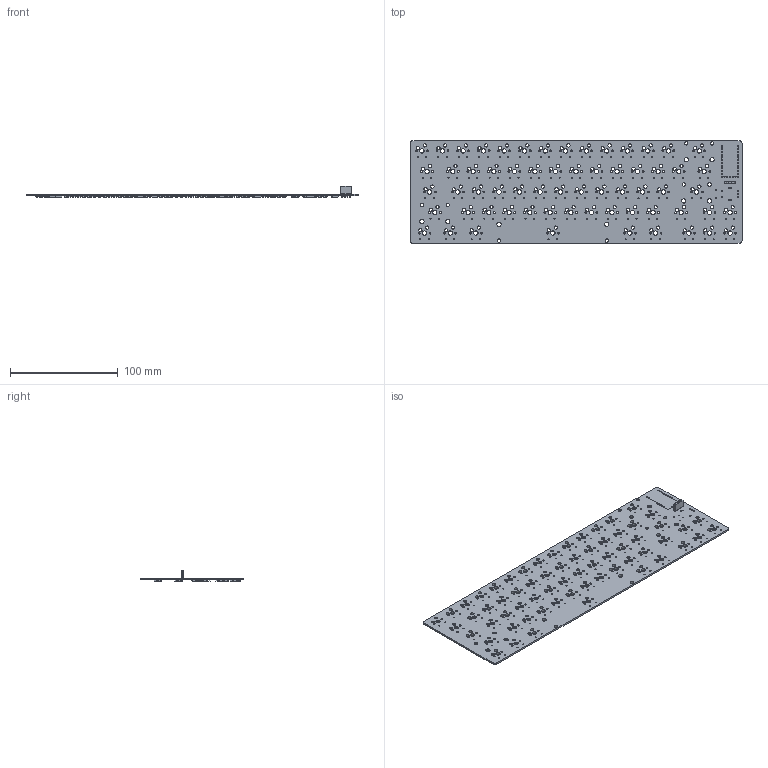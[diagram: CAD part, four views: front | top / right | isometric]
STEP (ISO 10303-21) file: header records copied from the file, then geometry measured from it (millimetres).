
FILE_DESCRIPTION(('KiCad electronic assembly'),'2;1');
FILE_NAME('kintsugi.step','2021-10-31T08:57:12',('An Author'),( 'A Company'),'Open CASCADE STEP processor 6.9', 'KiCad to STEP converter','Unknown');
FILE_SCHEMA(('AUTOMOTIVE_DESIGN { 1 0 10303 214 1 1 1 1 }'));
Length unit declared in the file: millimetre
Products named in the file (10): Open CASCADE STEP translator 6.9 1; D_SOD-123; SOLID; PinSocket_1x04_P2.54mm_Vertical; LED_WS2812B_PLCC4_5.0x5.0mm_P3.2mm; C_0805_2012Metric; COMPOUND
Assembly tree (103 placements, depth 3):
  Open CASCADE STEP translator 6.9 1
    D_SOD-123  x65
      SOLID
    PinSocket_1x04_P2.54mm_Vertical
      SOLID
    LED_WS2812B_PLCC4_5.0x5.0mm_P3.2mm  x16
      SOLID
    C_0805_2012Metric  x16
      SOLID
    COMPOUND
Bounding box: 307.98 x 95.25 x 10.3 mm (x, y, z)
Volume: 44307.9 mm3; surface area: 64122.9 mm2
Topology: 99 solids, 99 shells, 6550 faces, 16421 edges, 10130 vertices
Faces by surface type: plane 3268, bspline 1690, cylinder 1576, cone 16
Full cylindrical faces by diameter (mm): 1 x139, 1.092 x29, 1.75 x128, 3 x128, 3.048 x8, 3.333 x16, 3.988 x72
Entity records: 62972 total; most frequent: CARTESIAN_POINT 10112, DIRECTION 9805, LINE 4736, VECTOR 4736, ORIENTED_EDGE 4684, PCURVE 4684, DEFINITIONAL_REPRESENTATION 4684, EDGE_CURVE 2342
